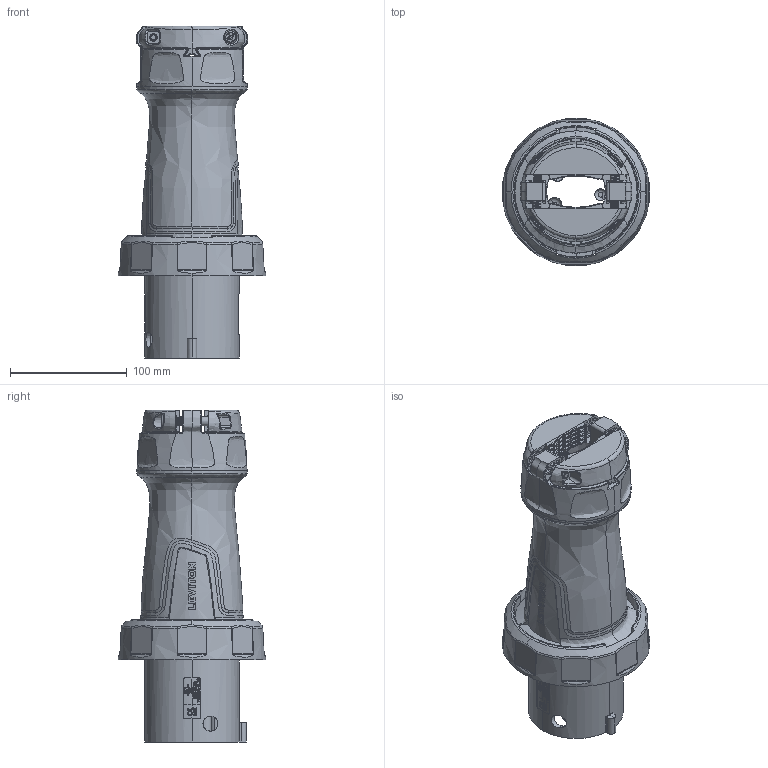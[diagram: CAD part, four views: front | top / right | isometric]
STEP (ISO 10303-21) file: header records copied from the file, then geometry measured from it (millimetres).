
FILE_DESCRIPTION (( 'STEP AP214' ), '1' );
FILE_NAME ('ORC5143-M01.STEP', '2024-07-26T18:28:57', ( '' ), ( '' ), 'SwSTEP 2.0', 'SolidWorks 2020', '' );
FILE_SCHEMA (( 'AUTOMOTIVE_DESIGN' ));
Length unit declared in the file: inch
Products named in the file (1): ORC5143-M01
Bounding box: 126.76 x 126.76 x 284.71 mm (x, y, z)
Surface area: 191826.1 mm2 (no closed solid volume)
Topology: 0 solids, 63 shells, 1879 faces, 7601 edges, 5652 vertices
Faces by surface type: bspline 704, cylinder 541, plane 495, cone 109, sphere 16, torus 14
Entity records: 162953 total; most frequent: CARTESIAN_POINT 86608, ORIENTED_EDGE 11264, DIRECTION 7704, EDGE_CURVE 7593, VERTEX_POINT 5652, LINE 2876, VECTOR 2876, B_SPLINE_CURVE_WITH_KNOTS 2695
